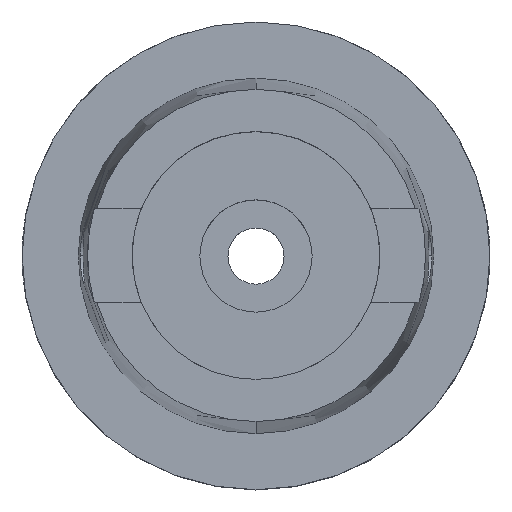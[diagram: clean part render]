
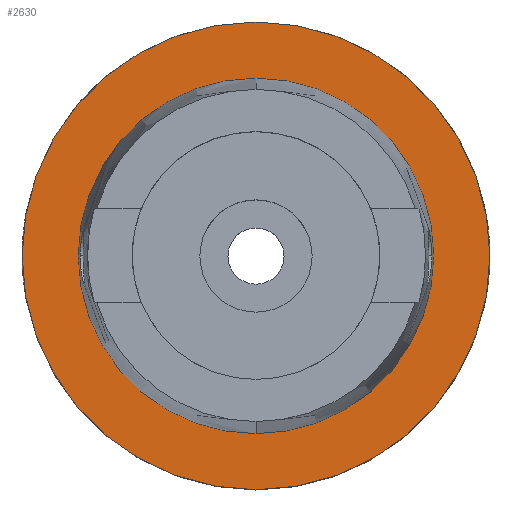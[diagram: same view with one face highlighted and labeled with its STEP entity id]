
A CAD part, top view. The second image highlights one B-rep face of the part: STEP entity #2630.
In plain terms, the highlighted planar face has unit normal (0, 0, 1).
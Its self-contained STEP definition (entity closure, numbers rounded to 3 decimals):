
#342=CARTESIAN_POINT('',(0.,0.,0.));
#343=DIRECTION('',(0.,0.,-1.));
#344=DIRECTION('',(0.,-1.,0.));
#345=AXIS2_PLACEMENT_3D('',#342,#343,#344);
#350=CARTESIAN_POINT('',(0.,0.,0.));
#351=DIRECTION('',(0.,0.,-1.));
#352=DIRECTION('',(0.,1.,0.));
#353=AXIS2_PLACEMENT_3D('',#350,#351,#352);
#358=CARTESIAN_POINT('',(0.,0.,0.));
#359=DIRECTION('',(0.,0.,1.));
#360=DIRECTION('',(0.,-1.,0.));
#361=AXIS2_PLACEMENT_3D('',#358,#359,#360);
#366=CARTESIAN_POINT('',(0.,0.,0.));
#367=DIRECTION('',(0.,0.,1.));
#368=DIRECTION('',(0.,1.,0.));
#369=AXIS2_PLACEMENT_3D('',#366,#367,#368);
#2142=CARTESIAN_POINT('',(0.,38.,0.));
#2143=VERTEX_POINT('',#2142);
#2144=CARTESIAN_POINT('',(0.,-38.,0.));
#2145=VERTEX_POINT('',#2144);
#2152=CARTESIAN_POINT('',(0.,-50.,0.));
#2153=CARTESIAN_POINT('',(0.,50.,0.));
#2154=VERTEX_POINT('',#2152);
#2155=VERTEX_POINT('',#2153);
#2615=CARTESIAN_POINT('',(0.,0.,0.));
#2616=DIRECTION('',(0.,0.,1.));
#2617=DIRECTION('',(0.,1.,0.));
#2618=AXIS2_PLACEMENT_3D('',#2615,#2616,#2617);
#2619=PLANE('',#2618);
#2621=ORIENTED_EDGE('',*,*,#2620,.T.);
#2623=ORIENTED_EDGE('',*,*,#2622,.T.);
#2624=EDGE_LOOP('',(#2621,#2623));
#2625=FACE_OUTER_BOUND('',#2624,.F.);
#2626=ORIENTED_EDGE('',*,*,#2577,.T.);
#2627=ORIENTED_EDGE('',*,*,#2539,.T.);
#2628=EDGE_LOOP('',(#2626,#2627));
#2629=FACE_BOUND('',#2628,.F.);
#346=CIRCLE('',#345,50.);
#354=CIRCLE('',#353,50.);
#362=CIRCLE('',#361,38.);
#370=CIRCLE('',#369,38.);
#2539=EDGE_CURVE('',#2143,#2145,#370,.T.);
#2577=EDGE_CURVE('',#2145,#2143,#362,.T.);
#2620=EDGE_CURVE('',#2154,#2155,#346,.T.);
#2622=EDGE_CURVE('',#2155,#2154,#354,.T.);
#2630=ADVANCED_FACE('',(#2625,#2629),#2619,.T.);
